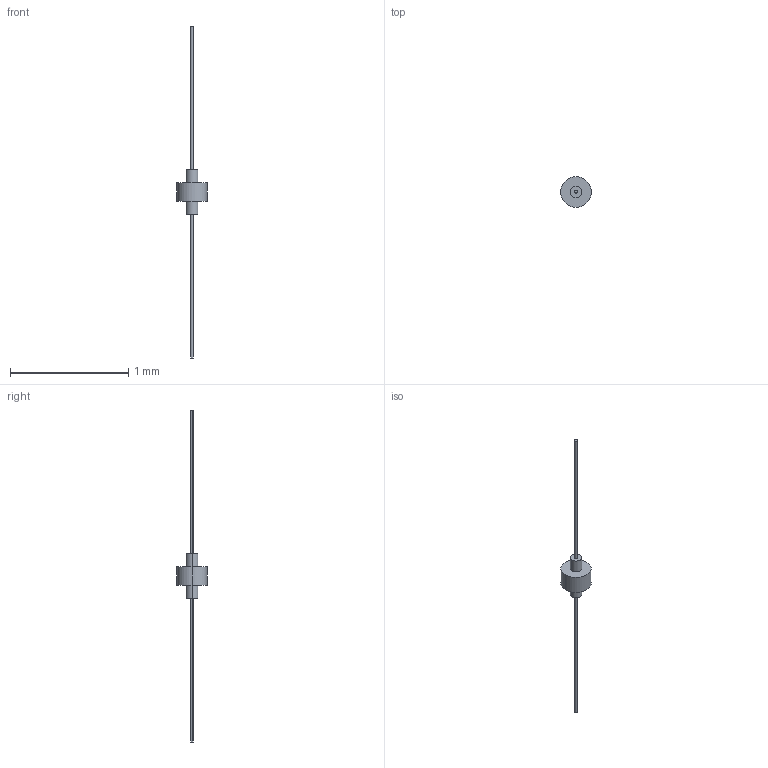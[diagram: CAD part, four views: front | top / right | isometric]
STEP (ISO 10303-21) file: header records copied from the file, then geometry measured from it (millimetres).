
FILE_DESCRIPTION((''),'2;1');
FILE_NAME('70F354AL-RC','2012-08-07T',('ryans'),('Bourns, Inc.'),'PRO/ENGINEER BY PARAMETRIC TECHNOLOGY CORPORATION, 2010100','PRO/ENGINEER BY PARAMETRIC TECHNOLOGY CORPORATION, 2010100','');
FILE_SCHEMA(('CONFIG_CONTROL_DESIGN'));
Length unit declared in the file: millimetre
Products named in the file (1): 70F354AL-RC
Bounding box: 0.26 x 0.26 x 2.81 mm (x, y, z)
Volume: 0 mm3; surface area: 0.5 mm2
Topology: 1 solids, 1 shells, 16 faces, 30 edges, 20 vertices
Faces by surface type: cylinder 10, plane 6
Entity records: 452 total; most frequent: DIRECTION 82, CARTESIAN_POINT 66, ORIENTED_EDGE 60, AXIS2_PLACEMENT_3D 36, EDGE_CURVE 30, VERTEX_POINT 20, EDGE_LOOP 20, CIRCLE 20
